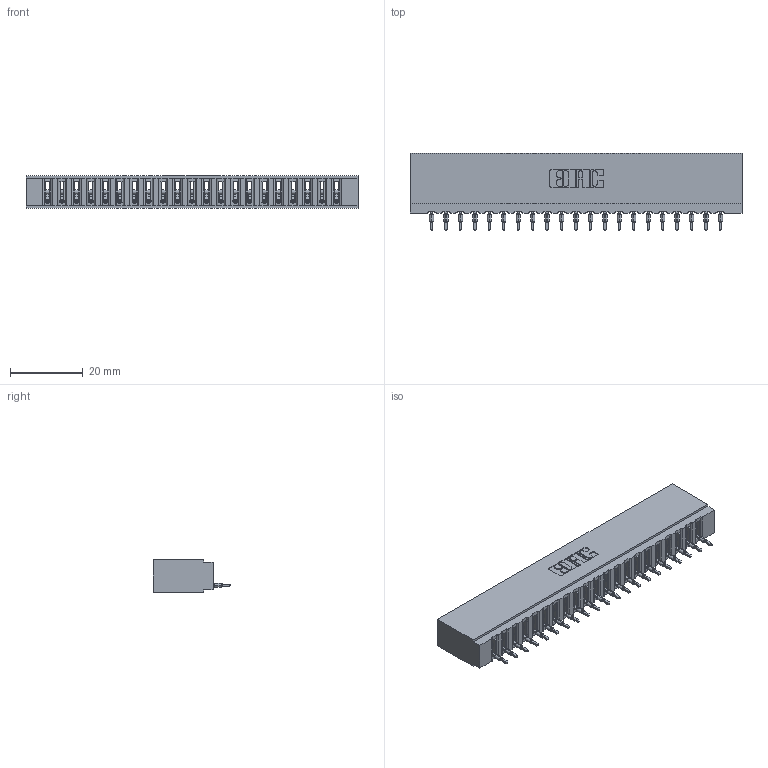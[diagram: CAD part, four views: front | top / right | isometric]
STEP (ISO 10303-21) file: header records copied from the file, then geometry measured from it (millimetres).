
FILE_DESCRIPTION (( 'STEP AP203' ), '1' );
FILE_NAME ('737-021-520-101.STEP', '2026-02-24T21:47:20', ( '' ), ( '' ), 'SwSTEP 2.0', 'SolidWorks 2023', '' );
FILE_SCHEMA (( 'CONFIG_CONTROL_DESIGN' ));
Length unit declared in the file: millimetre
Products named in the file (3): 745-292-001_520; 737-021-520-101; 737 Part_Insulator Option - 01
Assembly tree (22 placements, depth 2):
  737-021-520-101
    737 Part_Insulator Option - 01
    745-292-001_520  x21
Bounding box: 91.08 x 21.22 x 8.89 mm (x, y, z)
Volume: 8851.6 mm3; surface area: 11674.5 mm2
Topology: 22 solids, 22 shells, 2467 faces, 6786 edges, 4286 vertices
Faces by surface type: plane 1482, cylinder 439, bspline 420, torus 126
Entity records: 38209 total; most frequent: CARTESIAN_POINT 7238, ORIENTED_EDGE 6652, DIRECTION 5782, EDGE_CURVE 3326, LINE 3018, VECTOR 3018, VERTEX_POINT 2126, AXIS2_PLACEMENT_3D 1382
